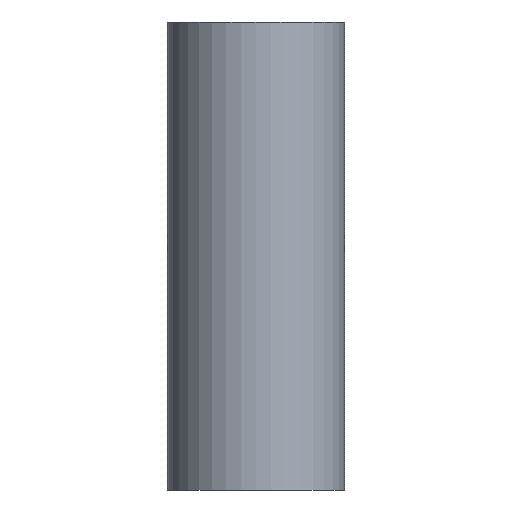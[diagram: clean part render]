
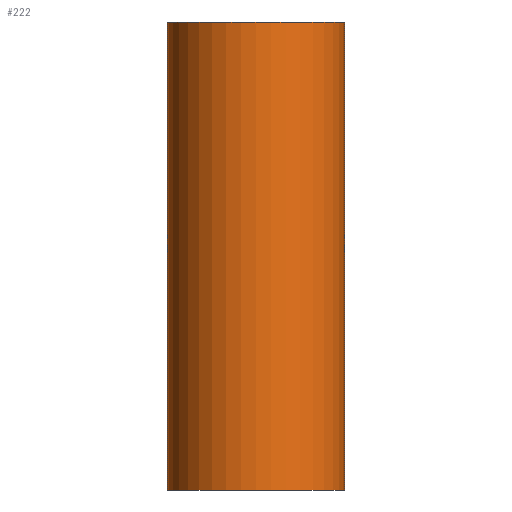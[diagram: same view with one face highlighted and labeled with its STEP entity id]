
A CAD part, front view. The second image highlights one B-rep face of the part: STEP entity #222.
In plain terms, the highlighted cylindrical face has radius 3.01 mm (diameter 6.02 mm), a partial arc.
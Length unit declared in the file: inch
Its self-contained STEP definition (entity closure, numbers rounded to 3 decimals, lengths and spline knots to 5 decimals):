
#13 = ORIENTED_EDGE ( 'NONE', *, *, #108, .F. ) ;
#16 = CARTESIAN_POINT ( 'NONE',  ( 0.0935, -0.6625, 0.3125 ) ) ;
#29 = AXIS2_PLACEMENT_3D ( 'NONE', #514, #170, #252 ) ;
#31 = CYLINDRICAL_SURFACE ( 'NONE', #29, 0.1185 ) ;
#77 = DIRECTION ( 'NONE',  ( 0., 0., -1. ) ) ;
#108 = EDGE_CURVE ( 'NONE', #529, #261, #455, .T. ) ;
#111 = LINE ( 'NONE', #299, #207 ) ;
#113 = AXIS2_PLACEMENT_3D ( 'NONE', #171, #556, #476 ) ;
#153 = AXIS2_PLACEMENT_3D ( 'NONE', #426, #77, #381 ) ;
#158 = EDGE_CURVE ( 'NONE', #211, #529, #247, .T. ) ;
#170 = DIRECTION ( 'NONE',  ( 0., 0., -1. ) ) ;
#171 = CARTESIAN_POINT ( 'NONE',  ( 0.0935, -0.781, 0.3125 ) ) ;
#183 = VECTOR ( 'NONE', #226, 39.37008 ) ;
#207 = VECTOR ( 'NONE', #307, 39.37008 ) ;
#211 = VERTEX_POINT ( 'NONE', #348 ) ;
#222 = ADVANCED_FACE ( 'NONE', ( #318 ), #31, .T. ) ;
#226 = DIRECTION ( 'NONE',  ( 0., 0., -1. ) ) ;
#247 = LINE ( 'NONE', #16, #183 ) ;
#252 = DIRECTION ( 'NONE',  ( -1., 0., 0. ) ) ;
#256 = CARTESIAN_POINT ( 'NONE',  ( -0.025, -0.781, -0.3125 ) ) ;
#261 = VERTEX_POINT ( 'NONE', #256 ) ;
#266 = ORIENTED_EDGE ( 'NONE', *, *, #464, .T. ) ;
#288 = EDGE_LOOP ( 'NONE', ( #13, #306, #480, #266 ) ) ;
#299 = CARTESIAN_POINT ( 'NONE',  ( -0.025, -0.781, 0.3125 ) ) ;
#306 = ORIENTED_EDGE ( 'NONE', *, *, #158, .F. ) ;
#307 = DIRECTION ( 'NONE',  ( 0., 0., -1. ) ) ;
#311 = CARTESIAN_POINT ( 'NONE',  ( -0.025, -0.781, 0.3125 ) ) ;
#316 = VERTEX_POINT ( 'NONE', #311 ) ;
#318 = FACE_OUTER_BOUND ( 'NONE', #288, .T. ) ;
#325 = EDGE_CURVE ( 'NONE', #211, #316, #410, .T. ) ;
#348 = CARTESIAN_POINT ( 'NONE',  ( 0.0935, -0.6625, 0.3125 ) ) ;
#381 = DIRECTION ( 'NONE',  ( 1., 0., 0. ) ) ;
#410 = CIRCLE ( 'NONE', #113, 0.1185 ) ;
#426 = CARTESIAN_POINT ( 'NONE',  ( 0.0935, -0.781, -0.3125 ) ) ;
#455 = CIRCLE ( 'NONE', #153, 0.1185 ) ;
#464 = EDGE_CURVE ( 'NONE', #316, #261, #111, .T. ) ;
#476 = DIRECTION ( 'NONE',  ( 1., 0., 0. ) ) ;
#480 = ORIENTED_EDGE ( 'NONE', *, *, #325, .T. ) ;
#514 = CARTESIAN_POINT ( 'NONE',  ( 0.0935, -0.781, 0.3125 ) ) ;
#519 = CARTESIAN_POINT ( 'NONE',  ( 0.0935, -0.6625, -0.3125 ) ) ;
#529 = VERTEX_POINT ( 'NONE', #519 ) ;
#556 = DIRECTION ( 'NONE',  ( 0., 0., -1. ) ) ;
